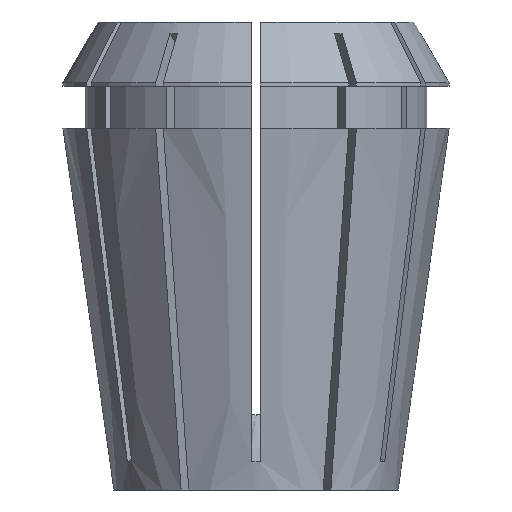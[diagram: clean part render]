
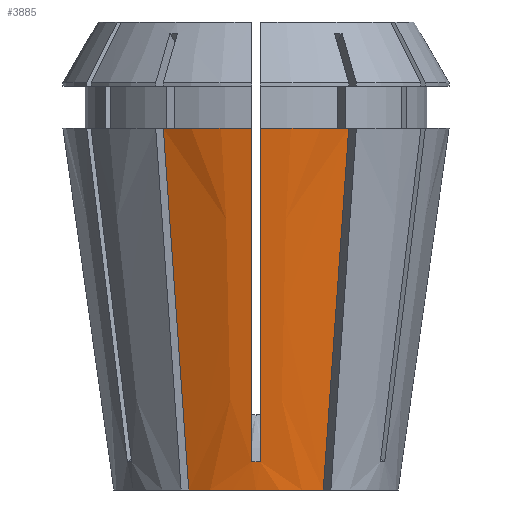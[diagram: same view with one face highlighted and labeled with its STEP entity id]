
A CAD part, left-side view. The second image highlights one B-rep face of the part: STEP entity #3885.
In plain terms, the highlighted conical face has half-angle 8 degrees and reference radius 12.158 mm.
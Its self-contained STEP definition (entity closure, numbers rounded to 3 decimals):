
#17 = EDGE_CURVE ( 'NONE', #4599, #3714, #2360, .T. ) ;
#27 = CARTESIAN_POINT ( 'NONE',  ( -12.617, 0.375, 3.309 ) ) ;
#67 = DIRECTION ( 'NONE',  ( -1., 0., 0. ) ) ;
#89 = CARTESIAN_POINT ( 'NONE',  ( 0., 0., 0. ) ) ;
#132 = EDGE_CURVE ( 'NONE', #1771, #2386, #2187, .T. ) ;
#134 = CARTESIAN_POINT ( 'NONE',  ( -12.972, 7.057, 18.571 ) ) ;
#139 = DIRECTION ( 'NONE',  ( 0., 0., -1. ) ) ;
#186 = CARTESIAN_POINT ( 'NONE',  ( -13.868, 7.574, 25.93 ) ) ;
#199 = CONICAL_SURFACE ( 'NONE', #3981, 12.158, 0.14 ) ;
#287 = EDGE_CURVE ( 'NONE', #2386, #3825, #3048, .T. ) ;
#306 = ORIENTED_EDGE ( 'NONE', *, *, #17, .T. ) ;
#370 = CARTESIAN_POINT ( 'NONE',  ( -16.496, -0.375, 30.9 ) ) ;
#388 = CARTESIAN_POINT ( 'NONE',  ( -16.02, 0.375, 27.512 ) ) ;
#456 = CARTESIAN_POINT ( 'NONE',  ( -14.748, 0.375, 18.466 ) ) ;
#500 = CARTESIAN_POINT ( 'NONE',  ( -14.07, 7.69, 27.587 ) ) ;
#531 = EDGE_CURVE ( 'NONE', #1771, #2381, #3182, .T. ) ;
#608 = VERTEX_POINT ( 'NONE', #3975 ) ;
#630 = CARTESIAN_POINT ( 'NONE',  ( -10.711, -5.751, 0. ) ) ;
#655 = CARTESIAN_POINT ( 'NONE',  ( -14.07, -7.69, 27.587 ) ) ;
#988 = ORIENTED_EDGE ( 'NONE', *, *, #132, .T. ) ;
#1107 = DIRECTION ( 'NONE',  ( 0., 0., 1. ) ) ;
#1286 = EDGE_CURVE ( 'NONE', #2381, #3714, #3144, .T. ) ;
#1375 = CARTESIAN_POINT ( 'NONE',  ( -12.076, -6.539, 11.212 ) ) ;
#1475 = CARTESIAN_POINT ( 'NONE',  ( -12.553, -0.375, 2.856 ) ) ;
#1492 = CARTESIAN_POINT ( 'NONE',  ( -14.748, -0.375, 18.466 ) ) ;
#1517 = CARTESIAN_POINT ( 'NONE',  ( -16.496, 0.375, 30.9 ) ) ;
#1548 = EDGE_LOOP ( 'NONE', ( #988, #2031, #2450, #3124, #3125, #306, #4307, #3887 ) ) ;
#1600 = CARTESIAN_POINT ( 'NONE',  ( -16.258, 0.375, 29.206 ) ) ;
#1618 = CARTESIAN_POINT ( 'NONE',  ( -12.553, 0.375, 2.856 ) ) ;
#1771 = VERTEX_POINT ( 'NONE', #1517 ) ;
#1794 = CARTESIAN_POINT ( 'NONE',  ( -12.49, 0.375, 2.403 ) ) ;
#1825 = DIRECTION ( 'NONE',  ( 1., 0., 0. ) ) ;
#1915 = EDGE_CURVE ( 'NONE', #2041, #3825, #4412, .T. ) ;
#1919 = CARTESIAN_POINT ( 'NONE',  ( -10.711, -5.751, 0. ) ) ;
#1931 = CARTESIAN_POINT ( 'NONE',  ( -12.49, 0.375, 2.403 ) ) ;
#1951 = B_SPLINE_CURVE_WITH_KNOTS ( 'NONE', 3,
 ( #2179, #4442, #655, #3663, #4463, #1375, #4483, #3342, #3721, #630 ),
 .UNSPECIFIED., .F., .F.,
 ( 4, 3, 3, 4 ),
 ( 0.064, 0.069, 0.091, 0.095 ),
 .UNSPECIFIED. ) ;
#1955 = CARTESIAN_POINT ( 'NONE',  ( -12.681, 0.375, 3.762 ) ) ;
#2031 = ORIENTED_EDGE ( 'NONE', *, *, #287, .T. ) ;
#2041 = VERTEX_POINT ( 'NONE', #1919 ) ;
#2047 = DIRECTION ( 'NONE',  ( -1., 0., 0. ) ) ;
#2133 = CARTESIAN_POINT ( 'NONE',  ( -10.711, 5.751, 0. ) ) ;
#2179 = CARTESIAN_POINT ( 'NONE',  ( -14.474, -7.923, 30.9 ) ) ;
#2187 = CIRCLE ( 'NONE', #4836, 16.5 ) ;
#2265 = CARTESIAN_POINT ( 'NONE',  ( -16.258, -0.375, 29.206 ) ) ;
#2301 = EDGE_CURVE ( 'NONE', #608, #2041, #1951, .T. ) ;
#2326 = DIRECTION ( 'NONE',  ( 0., 0., -1. ) ) ;
#2360 = B_SPLINE_CURVE_WITH_KNOTS ( 'NONE', 3,
 ( #370, #2265, #3766, #2616, #1492, #4901, #3753, #3045, #1475, #4153 ),
 .UNSPECIFIED., .F., .F.,
 ( 4, 3, 3, 4 ),
 ( 0.065, 0.07, 0.092, 0.094 ),
 .UNSPECIFIED. ) ;
#2364 = CARTESIAN_POINT ( 'NONE',  ( -13.714, 0.375, 11.114 ) ) ;
#2381 = VERTEX_POINT ( 'NONE', #2590 ) ;
#2386 = VERTEX_POINT ( 'NONE', #3012 ) ;
#2450 = ORIENTED_EDGE ( 'NONE', *, *, #1915, .F. ) ;
#2590 = CARTESIAN_POINT ( 'NONE',  ( -12.49, 0.375, 2.403 ) ) ;
#2616 = CARTESIAN_POINT ( 'NONE',  ( -15.782, -0.375, 25.818 ) ) ;
#2740 = CARTESIAN_POINT ( 'NONE',  ( -15.782, 0.375, 25.818 ) ) ;
#2774 = DIRECTION ( 'NONE',  ( -1., 0., 0. ) ) ;
#2798 = CARTESIAN_POINT ( 'NONE',  ( -12.497, -0.125, 2.399 ) ) ;
#2826 = CARTESIAN_POINT ( 'NONE',  ( -10.711, 5.751, 0. ) ) ;
#2991 = CARTESIAN_POINT ( 'NONE',  ( -12.49, -0.375, 2.403 ) ) ;
#3012 = CARTESIAN_POINT ( 'NONE',  ( -14.474, 7.923, 30.9 ) ) ;
#3016 = CIRCLE ( 'NONE', #3215, 16.5 ) ;
#3045 = CARTESIAN_POINT ( 'NONE',  ( -12.617, -0.375, 3.309 ) ) ;
#3048 = B_SPLINE_CURVE_WITH_KNOTS ( 'NONE', 3,
 ( #4698, #3179, #500, #186, #134, #4331, #3162, #4320, #3957, #2826 ),
 .UNSPECIFIED., .F., .F.,
 ( 4, 3, 3, 4 ),
 ( 0.064, 0.069, 0.091, 0.095 ),
 .UNSPECIFIED. ) ;
#3124 = ORIENTED_EDGE ( 'NONE', *, *, #2301, .F. ) ;
#3125 = ORIENTED_EDGE ( 'NONE', *, *, #3497, .T. ) ;
#3129 = CARTESIAN_POINT ( 'NONE',  ( 0., 0., 30.9 ) ) ;
#3144 = B_SPLINE_CURVE_WITH_KNOTS ( 'NONE', 3,
 ( #1794, #3469, #2798, #4694 ),
 .UNSPECIFIED., .F., .F.,
 ( 4, 4 ),
 ( 0., 0.001 ),
 .UNSPECIFIED. ) ;
#3162 = CARTESIAN_POINT ( 'NONE',  ( -11.18, 6.022, 3.852 ) ) ;
#3179 = CARTESIAN_POINT ( 'NONE',  ( -14.272, 7.807, 29.243 ) ) ;
#3182 = B_SPLINE_CURVE_WITH_KNOTS ( 'NONE', 3,
 ( #3834, #1600, #388, #2740, #456, #2364, #1955, #27, #1618, #1931 ),
 .UNSPECIFIED., .F., .F.,
 ( 4, 3, 3, 4 ),
 ( 0.065, 0.07, 0.092, 0.094 ),
 .UNSPECIFIED. ) ;
#3215 = AXIS2_PLACEMENT_3D ( 'NONE', #3242, #4386, #2047 ) ;
#3242 = CARTESIAN_POINT ( 'NONE',  ( 0., 0., 30.9 ) ) ;
#3342 = CARTESIAN_POINT ( 'NONE',  ( -11.024, -5.932, 2.568 ) ) ;
#3384 = CARTESIAN_POINT ( 'NONE',  ( 0., 0., 0. ) ) ;
#3469 = CARTESIAN_POINT ( 'NONE',  ( -12.497, 0.125, 2.399 ) ) ;
#3497 = EDGE_CURVE ( 'NONE', #608, #4599, #3016, .T. ) ;
#3663 = CARTESIAN_POINT ( 'NONE',  ( -13.868, -7.574, 25.93 ) ) ;
#3714 = VERTEX_POINT ( 'NONE', #2991 ) ;
#3721 = CARTESIAN_POINT ( 'NONE',  ( -10.868, -5.841, 1.284 ) ) ;
#3753 = CARTESIAN_POINT ( 'NONE',  ( -12.681, -0.375, 3.762 ) ) ;
#3766 = CARTESIAN_POINT ( 'NONE',  ( -16.02, -0.375, 27.512 ) ) ;
#3825 = VERTEX_POINT ( 'NONE', #2133 ) ;
#3832 = FACE_OUTER_BOUND ( 'NONE', #1548, .T. ) ;
#3834 = CARTESIAN_POINT ( 'NONE',  ( -16.496, 0.375, 30.9 ) ) ;
#3885 = ADVANCED_FACE ( 'NONE', ( #3832 ), #199, .T. ) ;
#3887 = ORIENTED_EDGE ( 'NONE', *, *, #531, .F. ) ;
#3957 = CARTESIAN_POINT ( 'NONE',  ( -10.868, 5.841, 1.284 ) ) ;
#3975 = CARTESIAN_POINT ( 'NONE',  ( -14.474, -7.923, 30.9 ) ) ;
#3981 = AXIS2_PLACEMENT_3D ( 'NONE', #3384, #1107, #1825 ) ;
#4007 = CARTESIAN_POINT ( 'NONE',  ( -16.496, -0.375, 30.9 ) ) ;
#4153 = CARTESIAN_POINT ( 'NONE',  ( -12.49, -0.375, 2.403 ) ) ;
#4190 = AXIS2_PLACEMENT_3D ( 'NONE', #89, #139, #2774 ) ;
#4307 = ORIENTED_EDGE ( 'NONE', *, *, #1286, .F. ) ;
#4320 = CARTESIAN_POINT ( 'NONE',  ( -11.024, 5.932, 2.568 ) ) ;
#4331 = CARTESIAN_POINT ( 'NONE',  ( -12.076, 6.539, 11.212 ) ) ;
#4386 = DIRECTION ( 'NONE',  ( 0., 0., -1. ) ) ;
#4412 = CIRCLE ( 'NONE', #4190, 12.158 ) ;
#4442 = CARTESIAN_POINT ( 'NONE',  ( -14.272, -7.807, 29.243 ) ) ;
#4463 = CARTESIAN_POINT ( 'NONE',  ( -12.972, -7.057, 18.571 ) ) ;
#4483 = CARTESIAN_POINT ( 'NONE',  ( -11.18, -6.022, 3.852 ) ) ;
#4599 = VERTEX_POINT ( 'NONE', #4007 ) ;
#4694 = CARTESIAN_POINT ( 'NONE',  ( -12.49, -0.375, 2.403 ) ) ;
#4698 = CARTESIAN_POINT ( 'NONE',  ( -14.474, 7.923, 30.9 ) ) ;
#4836 = AXIS2_PLACEMENT_3D ( 'NONE', #3129, #2326, #67 ) ;
#4901 = CARTESIAN_POINT ( 'NONE',  ( -13.714, -0.375, 11.114 ) ) ;
